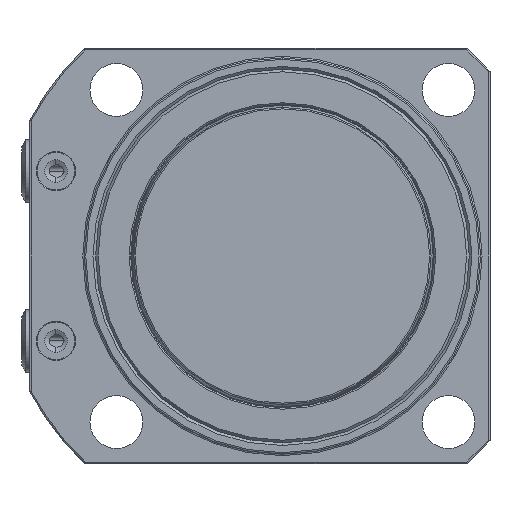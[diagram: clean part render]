
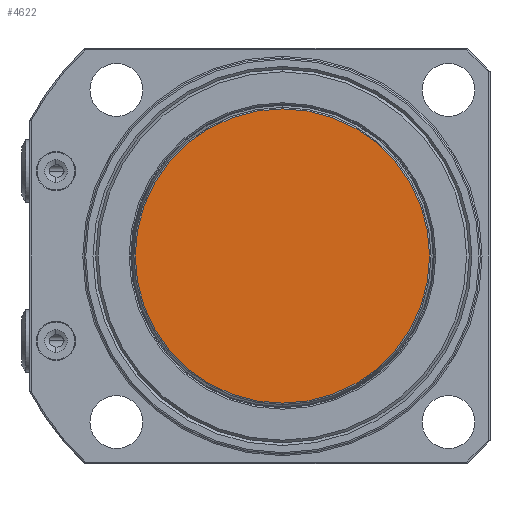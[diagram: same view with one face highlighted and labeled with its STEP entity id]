
A CAD part, front view. The second image highlights one B-rep face of the part: STEP entity #4622.
In plain terms, the highlighted planar face has unit normal (0, -1, 0).
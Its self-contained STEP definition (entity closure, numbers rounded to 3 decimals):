
#1500 = VERTEX_POINT ( 'NONE', #4725 ) ;
#1501 = VERTEX_POINT ( 'NONE', #4726 ) ;
#2951 = AXIS2_PLACEMENT_3D ( 'NONE', #3116, #3117, #3118 ) ;
#2955 = FACE_OUTER_BOUND ( 'NONE', #5251, .T. ) ;
#3109 = PLANE ( 'NONE',  #2951 ) ;
#3116 = CARTESIAN_POINT ( 'NONE',  ( 39.272, 0., 0. ) ) ;
#3117 = DIRECTION ( 'NONE',  ( 0., 1., 0. ) ) ;
#3118 = DIRECTION ( 'NONE',  ( 0., 0., 1. ) ) ;
#3837 = CARTESIAN_POINT ( 'NONE',  ( 0., 0., 0. ) ) ;
#3838 = DIRECTION ( 'NONE',  ( 0., -1., 0. ) ) ;
#3839 = DIRECTION ( 'NONE',  ( 0., 0., 1. ) ) ;
#3851 = CIRCLE ( 'NONE', #5035, 38.992 ) ;
#3951 = EDGE_CURVE ( 'NONE', #1501, #1500, #3851, .T. ) ;
#3987 = EDGE_CURVE ( 'NONE', #1500, #1501, #3996, .T. ) ;
#3996 = CIRCLE ( 'NONE', #5045, 38.992 ) ;
#4622 = ADVANCED_FACE ( 'NONE', ( #2955 ), #3109, .F. ) ;
#4725 = CARTESIAN_POINT ( 'NONE',  ( 0., 0., 38.992 ) ) ;
#4726 = CARTESIAN_POINT ( 'NONE',  ( 0., 0., -38.992 ) ) ;
#4894 = CARTESIAN_POINT ( 'NONE',  ( 0., 0., 0. ) ) ;
#4895 = DIRECTION ( 'NONE',  ( 0., -1., 0. ) ) ;
#4896 = DIRECTION ( 'NONE',  ( 0., 0., 1. ) ) ;
#5035 = AXIS2_PLACEMENT_3D ( 'NONE', #4894, #4895, #4896 ) ;
#5045 = AXIS2_PLACEMENT_3D ( 'NONE', #3837, #3838, #3839 ) ;
#5070 = ORIENTED_EDGE ( 'NONE', *, *, #3951, .T. ) ;
#5072 = ORIENTED_EDGE ( 'NONE', *, *, #3987, .T. ) ;
#5251 = EDGE_LOOP ( 'NONE', ( #5072, #5070 ) ) ;
